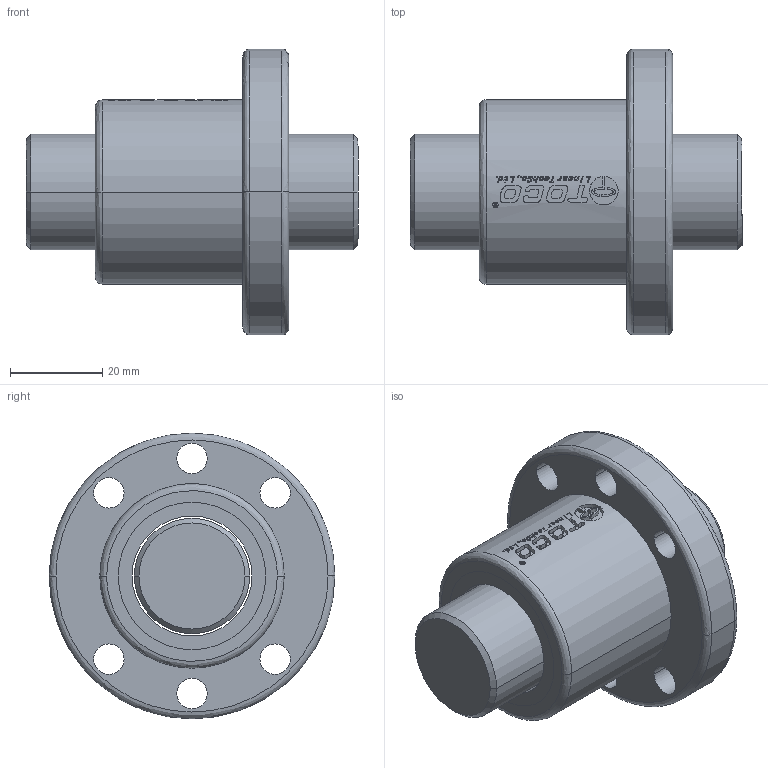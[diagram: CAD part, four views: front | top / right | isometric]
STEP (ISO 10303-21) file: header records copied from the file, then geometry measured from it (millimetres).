
FILE_DESCRIPTION (( 'STEP AP203' ), '1' );
FILE_NAME ('SFU02504.STEP', '2019-04-04T07:19:54', ( '' ), ( '' ), 'SwSTEP 2.0', 'SolidWorks 2015', '' );
FILE_SCHEMA (( 'CONFIG_CONTROL_DESIGN' ));
Length unit declared in the file: millimetre
Products named in the file (1): SFU02504
Bounding box: 72 x 62 x 62 mm (x, y, z)
Volume: 81024 mm3; surface area: 24706.4 mm2
Topology: 4 solids, 4 shells, 683 faces, 1902 edges, 1265 vertices
Faces by surface type: plane 606, cylinder 46, bspline 27, cone 4
Entity records: 23652 total; most frequent: CARTESIAN_POINT 7524, ORIENTED_EDGE 3804, DIRECTION 2781, EDGE_CURVE 1902, LINE 1275, VECTOR 1275, VERTEX_POINT 1265, AXIS2_PLACEMENT_3D 753
